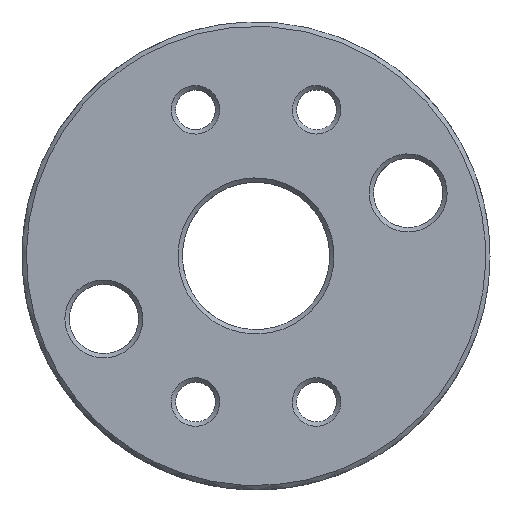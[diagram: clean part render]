
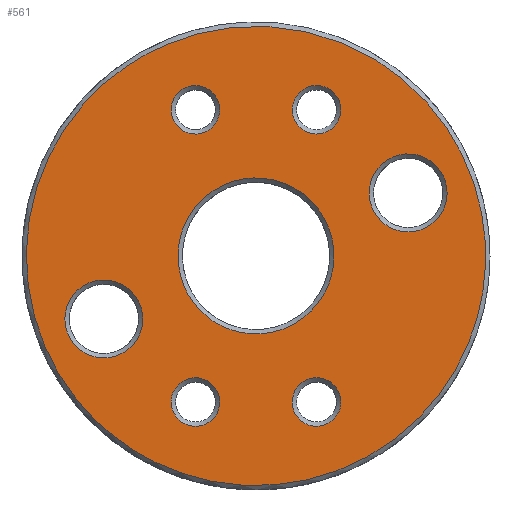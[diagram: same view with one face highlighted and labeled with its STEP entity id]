
A CAD part, top view. The second image highlights one B-rep face of the part: STEP entity #561.
In plain terms, the highlighted free-form (B-spline) face has degree [1, 1] with [2, 2] control points.
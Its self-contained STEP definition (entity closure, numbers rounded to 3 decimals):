
#524 = EDGE_CURVE('',#525,#525,#527,.T.);
#525 = VERTEX_POINT('',#526);
#526 = CARTESIAN_POINT('',(-10.775,26.013,
    10.625));
#527 = ( BOUNDED_CURVE() B_SPLINE_CURVE(2,(#528,#529,#530,#531,#532,#533
,#534),.UNSPECIFIED.,.T.,.F.) B_SPLINE_CURVE_WITH_KNOTS((3,2,2,3),(
    3.142,5.236,7.33,9.425),
.PIECEWISE_BEZIER_KNOTS.) CURVE() GEOMETRIC_REPRESENTATION_ITEM() 
RATIONAL_B_SPLINE_CURVE((1.,0.5,1.,0.5,1.,0.5,1.)) REPRESENTATION_ITEM(
  '') );
#528 = CARTESIAN_POINT('',(-10.775,26.013,
    10.625));
#529 = CARTESIAN_POINT('',(34.281,44.676,
    10.625));
#530 = CARTESIAN_POINT('',(27.916,-3.675,
    10.625));
#531 = CARTESIAN_POINT('',(21.55,-52.026,
    10.625));
#532 = CARTESIAN_POINT('',(-17.141,-22.338,
    10.625));
#533 = CARTESIAN_POINT('',(-55.831,7.35,
    10.625));
#534 = CARTESIAN_POINT('',(-10.775,26.013,
    10.625));
#561 = ADVANCED_FACE('',(#562,#565,#579,#593,#607,#621,#635,#649),#663,
  .T.);
#562 = FACE_BOUND('',#563,.T.);
#563 = EDGE_LOOP('',(#564));
#564 = ORIENTED_EDGE('',*,*,#524,.F.);
#565 = FACE_BOUND('',#566,.T.);
#566 = EDGE_LOOP('',(#567));
#567 = ORIENTED_EDGE('',*,*,#568,.F.);
#568 = EDGE_CURVE('',#569,#569,#571,.T.);
#569 = VERTEX_POINT('',#570);
#570 = CARTESIAN_POINT('',(-4.446,17.915,10.625
    ));
#571 = ( BOUNDED_CURVE() B_SPLINE_CURVE(2,(#572,#573,#574,#575,#576,#577
,#578),.UNSPECIFIED.,.T.,.F.) B_SPLINE_CURVE_WITH_KNOTS((3,2,2,3),(
    3.142,5.236,7.33,9.425),
.PIECEWISE_BEZIER_KNOTS.) CURVE() GEOMETRIC_REPRESENTATION_ITEM() 
RATIONAL_B_SPLINE_CURVE((1.,0.5,1.,0.5,1.,0.5,1.)) REPRESENTATION_ITEM(
  '') );
#572 = CARTESIAN_POINT('',(-4.446,17.915,10.625
    ));
#573 = CARTESIAN_POINT('',(-4.446,23.068,
    10.625));
#574 = CARTESIAN_POINT('',(-8.908,20.491,
    10.625));
#575 = CARTESIAN_POINT('',(-13.371,17.915,10.625)
  );
#576 = CARTESIAN_POINT('',(-8.908,15.338,
    10.625));
#577 = CARTESIAN_POINT('',(-4.446,12.762,
    10.625));
#578 = CARTESIAN_POINT('',(-4.446,17.915,10.625
    ));
#579 = FACE_BOUND('',#580,.T.);
#580 = EDGE_LOOP('',(#581));
#581 = ORIENTED_EDGE('',*,*,#582,.F.);
#582 = EDGE_CURVE('',#583,#583,#585,.T.);
#583 = VERTEX_POINT('',#584);
#584 = CARTESIAN_POINT('',(16.821,12.143,
    10.625));
#585 = ( BOUNDED_CURVE() B_SPLINE_CURVE(2,(#586,#587,#588,#589,#590,#591
,#592),.UNSPECIFIED.,.T.,.F.) B_SPLINE_CURVE_WITH_KNOTS((3,2,2,3),(
    3.142,5.236,7.33,9.425),
.PIECEWISE_BEZIER_KNOTS.) CURVE() GEOMETRIC_REPRESENTATION_ITEM() 
RATIONAL_B_SPLINE_CURVE((1.,0.5,1.,0.5,1.,0.5,1.)) REPRESENTATION_ITEM(
  '') );
#586 = CARTESIAN_POINT('',(16.821,12.143,
    10.625));
#587 = CARTESIAN_POINT('',(9.17,8.974,10.625
    ));
#588 = CARTESIAN_POINT('',(15.74,3.932,
    10.625));
#589 = CARTESIAN_POINT('',(22.31,-1.109,
    10.625));
#590 = CARTESIAN_POINT('',(23.391,7.101,
    10.625));
#591 = CARTESIAN_POINT('',(24.472,15.312,
    10.625));
#592 = CARTESIAN_POINT('',(16.821,12.143,
    10.625));
#593 = FACE_BOUND('',#594,.T.);
#594 = EDGE_LOOP('',(#595));
#595 = ORIENTED_EDGE('',*,*,#596,.F.);
#596 = EDGE_CURVE('',#597,#597,#599,.T.);
#597 = VERTEX_POINT('',#598);
#598 = CARTESIAN_POINT('',(-20.481,-3.308,
    10.625));
#599 = ( BOUNDED_CURVE() B_SPLINE_CURVE(2,(#600,#601,#602,#603,#604,#605
,#606),.UNSPECIFIED.,.T.,.F.) B_SPLINE_CURVE_WITH_KNOTS((3,2,2,3),(
    3.142,5.236,7.33,9.425),
.PIECEWISE_BEZIER_KNOTS.) CURVE() GEOMETRIC_REPRESENTATION_ITEM() 
RATIONAL_B_SPLINE_CURVE((1.,0.5,1.,0.5,1.,0.5,1.)) REPRESENTATION_ITEM(
  '') );
#600 = CARTESIAN_POINT('',(-20.481,-3.308,
    10.625));
#601 = CARTESIAN_POINT('',(-28.132,-6.477,
    10.625));
#602 = CARTESIAN_POINT('',(-21.562,-11.519,
    10.625));
#603 = CARTESIAN_POINT('',(-14.992,-16.56,
    10.625));
#604 = CARTESIAN_POINT('',(-13.911,-8.35,10.625
    ));
#605 = CARTESIAN_POINT('',(-12.83,-0.139,
    10.625));
#606 = CARTESIAN_POINT('',(-20.481,-3.308,
    10.625));
#607 = FACE_BOUND('',#608,.T.);
#608 = EDGE_LOOP('',(#609));
#609 = ORIENTED_EDGE('',*,*,#610,.F.);
#610 = EDGE_CURVE('',#611,#611,#613,.T.);
#611 = VERTEX_POINT('',#612);
#612 = CARTESIAN_POINT('',(-3.659,8.835,10.625
    ));
#613 = ( BOUNDED_CURVE() B_SPLINE_CURVE(2,(#614,#615,#616,#617,#618,#619
,#620),.UNSPECIFIED.,.T.,.F.) B_SPLINE_CURVE_WITH_KNOTS((3,2,2,3),(
    3.142,5.236,7.33,9.425),
.PIECEWISE_BEZIER_KNOTS.) CURVE() GEOMETRIC_REPRESENTATION_ITEM() 
RATIONAL_B_SPLINE_CURVE((1.,0.5,1.,0.5,1.,0.5,1.)) REPRESENTATION_ITEM(
  '') );
#614 = CARTESIAN_POINT('',(-3.659,8.835,10.625
    ));
#615 = CARTESIAN_POINT('',(-18.962,2.496,
    10.625));
#616 = CARTESIAN_POINT('',(-5.821,-7.586,
    10.625));
#617 = CARTESIAN_POINT('',(7.319,-17.669,10.625
    ));
#618 = CARTESIAN_POINT('',(9.481,-1.248,
    10.625));
#619 = CARTESIAN_POINT('',(11.643,15.173,
    10.625));
#620 = CARTESIAN_POINT('',(-3.659,8.835,10.625
    ));
#621 = FACE_BOUND('',#622,.T.);
#622 = EDGE_LOOP('',(#623));
#623 = ORIENTED_EDGE('',*,*,#624,.F.);
#624 = EDGE_CURVE('',#625,#625,#627,.T.);
#625 = VERTEX_POINT('',#626);
#626 = CARTESIAN_POINT('',(-10.396,-17.915,
    10.625));
#627 = ( BOUNDED_CURVE() B_SPLINE_CURVE(2,(#628,#629,#630,#631,#632,#633
,#634),.UNSPECIFIED.,.T.,.F.) B_SPLINE_CURVE_WITH_KNOTS((3,2,2,3),(
    3.142,5.236,7.33,9.425),
.PIECEWISE_BEZIER_KNOTS.) CURVE() GEOMETRIC_REPRESENTATION_ITEM() 
RATIONAL_B_SPLINE_CURVE((1.,0.5,1.,0.5,1.,0.5,1.)) REPRESENTATION_ITEM(
  '') );
#628 = CARTESIAN_POINT('',(-10.396,-17.915,
    10.625));
#629 = CARTESIAN_POINT('',(-10.396,-23.068,
    10.625));
#630 = CARTESIAN_POINT('',(-5.933,-20.491,
    10.625));
#631 = CARTESIAN_POINT('',(-1.47,-17.915,
    10.625));
#632 = CARTESIAN_POINT('',(-5.933,-15.338,
    10.625));
#633 = CARTESIAN_POINT('',(-10.396,-12.762,
    10.625));
#634 = CARTESIAN_POINT('',(-10.396,-17.915,
    10.625));
#635 = FACE_BOUND('',#636,.T.);
#636 = EDGE_LOOP('',(#637));
#637 = ORIENTED_EDGE('',*,*,#638,.F.);
#638 = EDGE_CURVE('',#639,#639,#641,.T.);
#639 = VERTEX_POINT('',#640);
#640 = CARTESIAN_POINT('',(10.396,-17.915,
    10.625));
#641 = ( BOUNDED_CURVE() B_SPLINE_CURVE(2,(#642,#643,#644,#645,#646,#647
,#648),.UNSPECIFIED.,.T.,.F.) B_SPLINE_CURVE_WITH_KNOTS((3,2,2,3),(
    3.142,5.236,7.33,9.425),
.PIECEWISE_BEZIER_KNOTS.) CURVE() GEOMETRIC_REPRESENTATION_ITEM() 
RATIONAL_B_SPLINE_CURVE((1.,0.5,1.,0.5,1.,0.5,1.)) REPRESENTATION_ITEM(
  '') );
#642 = CARTESIAN_POINT('',(10.396,-17.915,
    10.625));
#643 = CARTESIAN_POINT('',(10.396,-12.762,
    10.625));
#644 = CARTESIAN_POINT('',(5.933,-15.338,
    10.625));
#645 = CARTESIAN_POINT('',(1.47,-17.915,10.625
    ));
#646 = CARTESIAN_POINT('',(5.933,-20.491,
    10.625));
#647 = CARTESIAN_POINT('',(10.396,-23.068,
    10.625));
#648 = CARTESIAN_POINT('',(10.396,-17.915,
    10.625));
#649 = FACE_BOUND('',#650,.T.);
#650 = EDGE_LOOP('',(#651));
#651 = ORIENTED_EDGE('',*,*,#652,.F.);
#652 = EDGE_CURVE('',#653,#653,#655,.T.);
#653 = VERTEX_POINT('',#654);
#654 = CARTESIAN_POINT('',(4.446,17.915,10.625)
  );
#655 = ( BOUNDED_CURVE() B_SPLINE_CURVE(2,(#656,#657,#658,#659,#660,#661
,#662),.UNSPECIFIED.,.T.,.F.) B_SPLINE_CURVE_WITH_KNOTS((3,2,2,3),(
    3.142,5.236,7.33,9.425),
.PIECEWISE_BEZIER_KNOTS.) CURVE() GEOMETRIC_REPRESENTATION_ITEM() 
RATIONAL_B_SPLINE_CURVE((1.,0.5,1.,0.5,1.,0.5,1.)) REPRESENTATION_ITEM(
  '') );
#656 = CARTESIAN_POINT('',(4.446,17.915,10.625)
  );
#657 = CARTESIAN_POINT('',(4.446,12.762,
    10.625));
#658 = CARTESIAN_POINT('',(8.908,15.338,
    10.625));
#659 = CARTESIAN_POINT('',(13.371,17.915,10.625
    ));
#660 = CARTESIAN_POINT('',(8.908,20.491,
    10.625));
#661 = CARTESIAN_POINT('',(4.446,23.068,
    10.625));
#662 = CARTESIAN_POINT('',(4.446,17.915,10.625)
  );
#663 = B_SPLINE_SURFACE_WITH_KNOTS('',1,1,(
    (#664,#665)
    ,(#666,#667
    )),.UNSPECIFIED.,.F.,.F.,.F.,(2,2),(2,2),(-26.5,26.5),(-26.5,26.5),
  .PIECEWISE_BEZIER_KNOTS.);
#664 = CARTESIAN_POINT('',(-36.788,15.238,
    10.625));
#665 = CARTESIAN_POINT('',(15.238,36.788,
    10.625));
#666 = CARTESIAN_POINT('',(-15.238,-36.788,
    10.625));
#667 = CARTESIAN_POINT('',(36.788,-15.238,
    10.625));
